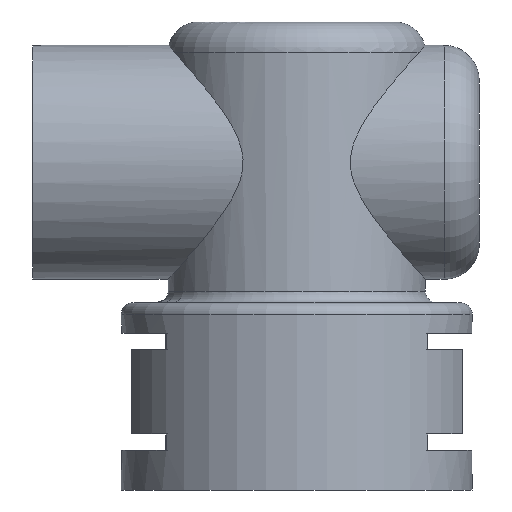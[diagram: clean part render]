
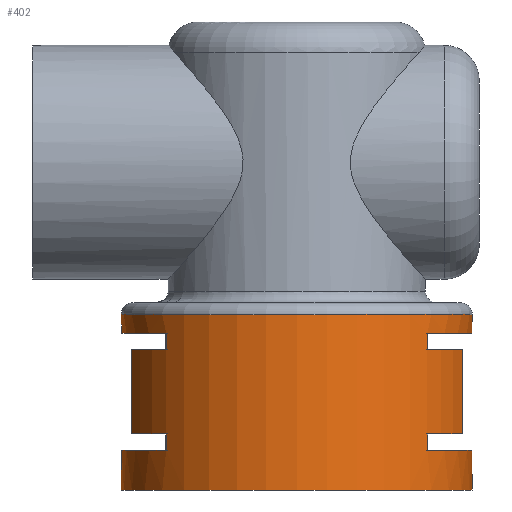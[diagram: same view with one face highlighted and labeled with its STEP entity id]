
A CAD part, left-side view. The second image highlights one B-rep face of the part: STEP entity #402.
In plain terms, the highlighted cylindrical face has radius 75 mm (diameter 150 mm), a full revolution.
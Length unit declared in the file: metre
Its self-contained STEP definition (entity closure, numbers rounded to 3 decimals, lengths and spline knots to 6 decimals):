
#46=LINE('',#629,#70);
#47=LINE('',#633,#71);
#48=LINE('',#637,#72);
#49=LINE('',#641,#73);
#50=LINE('',#645,#74);
#51=LINE('',#649,#75);
#52=LINE('',#653,#76);
#53=LINE('',#657,#77);
#54=LINE('',#661,#78);
#55=LINE('',#665,#79);
#56=LINE('',#669,#80);
#57=LINE('',#673,#81);
#70=VECTOR('',#500,1.);
#71=VECTOR('',#503,1.);
#72=VECTOR('',#506,1.);
#73=VECTOR('',#509,1.);
#74=VECTOR('',#512,1.);
#75=VECTOR('',#515,1.);
#76=VECTOR('',#518,1.);
#77=VECTOR('',#521,1.);
#78=VECTOR('',#524,1.);
#79=VECTOR('',#527,1.);
#80=VECTOR('',#530,1.);
#81=VECTOR('',#533,1.);
#94=ORIENTED_EDGE('',*,*,#200,.F.);
#95=ORIENTED_EDGE('',*,*,#201,.F.);
#96=ORIENTED_EDGE('',*,*,#202,.T.);
#97=ORIENTED_EDGE('',*,*,#203,.T.);
#98=ORIENTED_EDGE('',*,*,#204,.F.);
#99=ORIENTED_EDGE('',*,*,#205,.T.);
#100=ORIENTED_EDGE('',*,*,#206,.F.);
#101=ORIENTED_EDGE('',*,*,#207,.F.);
#102=ORIENTED_EDGE('',*,*,#208,.F.);
#103=ORIENTED_EDGE('',*,*,#209,.T.);
#104=ORIENTED_EDGE('',*,*,#210,.F.);
#105=ORIENTED_EDGE('',*,*,#211,.F.);
#106=ORIENTED_EDGE('',*,*,#212,.F.);
#107=ORIENTED_EDGE('',*,*,#213,.F.);
#108=ORIENTED_EDGE('',*,*,#214,.F.);
#109=ORIENTED_EDGE('',*,*,#215,.T.);
#110=ORIENTED_EDGE('',*,*,#216,.F.);
#111=ORIENTED_EDGE('',*,*,#217,.F.);
#112=ORIENTED_EDGE('',*,*,#218,.F.);
#113=ORIENTED_EDGE('',*,*,#219,.T.);
#114=ORIENTED_EDGE('',*,*,#220,.F.);
#115=ORIENTED_EDGE('',*,*,#221,.T.);
#116=ORIENTED_EDGE('',*,*,#222,.T.);
#117=ORIENTED_EDGE('',*,*,#223,.F.);
#118=ORIENTED_EDGE('',*,*,#224,.T.);
#119=ORIENTED_EDGE('',*,*,#225,.T.);
#200=EDGE_CURVE('',#253,#254,#292,.F.);
#201=EDGE_CURVE('',#255,#253,#46,.F.);
#202=EDGE_CURVE('',#255,#256,#293,.F.);
#203=EDGE_CURVE('',#256,#257,#47,.F.);
#204=EDGE_CURVE('',#258,#257,#294,.F.);
#205=EDGE_CURVE('',#258,#259,#48,.F.);
#206=EDGE_CURVE('',#260,#259,#295,.F.);
#207=EDGE_CURVE('',#261,#260,#49,.T.);
#208=EDGE_CURVE('',#262,#261,#296,.F.);
#209=EDGE_CURVE('',#262,#263,#50,.T.);
#210=EDGE_CURVE('',#264,#263,#297,.F.);
#211=EDGE_CURVE('',#254,#264,#51,.F.);
#212=EDGE_CURVE('',#265,#266,#298,.F.);
#213=EDGE_CURVE('',#267,#265,#52,.T.);
#214=EDGE_CURVE('',#268,#267,#299,.F.);
#215=EDGE_CURVE('',#268,#269,#53,.F.);
#216=EDGE_CURVE('',#270,#269,#300,.F.);
#217=EDGE_CURVE('',#271,#270,#54,.F.);
#218=EDGE_CURVE('',#272,#271,#301,.F.);
#219=EDGE_CURVE('',#272,#273,#55,.T.);
#220=EDGE_CURVE('',#274,#273,#302,.F.);
#221=EDGE_CURVE('',#274,#275,#56,.T.);
#222=EDGE_CURVE('',#275,#276,#303,.F.);
#223=EDGE_CURVE('',#266,#276,#57,.T.);
#224=EDGE_CURVE('',#277,#277,#304,.F.);
#225=EDGE_CURVE('',#278,#278,#305,.T.);
#253=VERTEX_POINT('',#627);
#254=VERTEX_POINT('',#628);
#255=VERTEX_POINT('',#630);
#256=VERTEX_POINT('',#632);
#257=VERTEX_POINT('',#634);
#258=VERTEX_POINT('',#636);
#259=VERTEX_POINT('',#638);
#260=VERTEX_POINT('',#640);
#261=VERTEX_POINT('',#642);
#262=VERTEX_POINT('',#644);
#263=VERTEX_POINT('',#646);
#264=VERTEX_POINT('',#648);
#265=VERTEX_POINT('',#651);
#266=VERTEX_POINT('',#652);
#267=VERTEX_POINT('',#654);
#268=VERTEX_POINT('',#656);
#269=VERTEX_POINT('',#658);
#270=VERTEX_POINT('',#660);
#271=VERTEX_POINT('',#662);
#272=VERTEX_POINT('',#664);
#273=VERTEX_POINT('',#666);
#274=VERTEX_POINT('',#668);
#275=VERTEX_POINT('',#670);
#276=VERTEX_POINT('',#672);
#277=VERTEX_POINT('',#675);
#278=VERTEX_POINT('',#677);
#292=CIRCLE('',#443,0.075);
#293=CIRCLE('',#444,0.075);
#294=CIRCLE('',#445,0.075);
#295=CIRCLE('',#446,0.075);
#296=CIRCLE('',#447,0.075);
#297=CIRCLE('',#448,0.075);
#298=CIRCLE('',#449,0.075);
#299=CIRCLE('',#450,0.075);
#300=CIRCLE('',#451,0.075);
#301=CIRCLE('',#452,0.075);
#302=CIRCLE('',#453,0.075);
#303=CIRCLE('',#454,0.075);
#304=CIRCLE('',#455,0.075);
#305=CIRCLE('',#456,0.075);
#317=EDGE_LOOP('',(#94,#95,#96,#97,#98,#99,#100,#101,#102,#103,#104,#105));
#318=EDGE_LOOP('',(#106,#107,#108,#109,#110,#111,#112,#113,#114,#115,#116,
#117));
#319=EDGE_LOOP('',(#118));
#320=EDGE_LOOP('',(#119));
#357=FACE_BOUND('',#317,.T.);
#358=FACE_BOUND('',#318,.T.);
#359=FACE_BOUND('',#319,.T.);
#360=FACE_BOUND('',#320,.T.);
#397=CYLINDRICAL_SURFACE('',#442,0.075);
#402=ADVANCED_FACE('',(#357,#358,#359,#360),#397,.T.);
#442=AXIS2_PLACEMENT_3D('',#625,#496,#497);
#443=AXIS2_PLACEMENT_3D('',#626,#498,#499);
#444=AXIS2_PLACEMENT_3D('',#631,#501,#502);
#445=AXIS2_PLACEMENT_3D('',#635,#504,#505);
#446=AXIS2_PLACEMENT_3D('',#639,#507,#508);
#447=AXIS2_PLACEMENT_3D('',#643,#510,#511);
#448=AXIS2_PLACEMENT_3D('',#647,#513,#514);
#449=AXIS2_PLACEMENT_3D('',#650,#516,#517);
#450=AXIS2_PLACEMENT_3D('',#655,#519,#520);
#451=AXIS2_PLACEMENT_3D('',#659,#522,#523);
#452=AXIS2_PLACEMENT_3D('',#663,#525,#526);
#453=AXIS2_PLACEMENT_3D('',#667,#528,#529);
#454=AXIS2_PLACEMENT_3D('',#671,#531,#532);
#455=AXIS2_PLACEMENT_3D('',#674,#534,#535);
#456=AXIS2_PLACEMENT_3D('',#676,#536,#537);
#496=DIRECTION('',(0.,0.,1.));
#497=DIRECTION('',(1.,0.,0.));
#498=DIRECTION('',(0.,0.,-1.));
#499=DIRECTION('',(-1.,0.,0.));
#500=DIRECTION('',(0.,0.,1.));
#501=DIRECTION('',(0.,0.,-1.));
#502=DIRECTION('',(-1.,0.,0.));
#503=DIRECTION('',(0.,0.,1.));
#504=DIRECTION('',(0.,0.,-1.));
#505=DIRECTION('',(-1.,0.,0.));
#506=DIRECTION('',(0.,0.,1.));
#507=DIRECTION('',(0.,0.,1.));
#508=DIRECTION('',(1.,0.,0.));
#509=DIRECTION('',(0.,0.,1.));
#510=DIRECTION('',(0.,0.,-1.));
#511=DIRECTION('',(-1.,0.,0.));
#512=DIRECTION('',(0.,0.,1.));
#513=DIRECTION('',(0.,0.,1.));
#514=DIRECTION('',(1.,0.,0.));
#515=DIRECTION('',(0.,0.,1.));
#516=DIRECTION('',(0.,0.,-1.));
#517=DIRECTION('',(-1.,0.,0.));
#518=DIRECTION('',(0.,0.,1.));
#519=DIRECTION('',(0.,0.,1.));
#520=DIRECTION('',(1.,0.,0.));
#521=DIRECTION('',(0.,0.,1.));
#522=DIRECTION('',(0.,0.,-1.));
#523=DIRECTION('',(-1.,0.,0.));
#524=DIRECTION('',(0.,0.,1.));
#525=DIRECTION('',(0.,0.,1.));
#526=DIRECTION('',(1.,0.,0.));
#527=DIRECTION('',(0.,0.,1.));
#528=DIRECTION('',(0.,0.,-1.));
#529=DIRECTION('',(-1.,0.,0.));
#530=DIRECTION('',(0.,0.,1.));
#531=DIRECTION('',(0.,0.,-1.));
#532=DIRECTION('',(-1.,0.,0.));
#533=DIRECTION('',(0.,0.,1.));
#534=DIRECTION('',(0.,0.,1.));
#535=DIRECTION('',(1.,0.,0.));
#536=DIRECTION('',(0.,0.,1.));
#537=DIRECTION('',(1.,0.,0.));
#625=CARTESIAN_POINT('',(0.,0.,-0.04));
#626=CARTESIAN_POINT('',(0.,0.,0.019938));
#627=CARTESIAN_POINT('',(-0.050104,-0.055808,0.019938));
#628=CARTESIAN_POINT('',(-0.025104,-0.070674,0.019938));
#629=CARTESIAN_POINT('',(-0.050104,-0.055808,-0.04));
#630=CARTESIAN_POINT('',(-0.050104,-0.055808,0.026938));
#631=CARTESIAN_POINT('',(0.,0.,0.026938));
#632=CARTESIAN_POINT('',(0.049896,-0.055995,0.026938));
#633=CARTESIAN_POINT('',(0.049896,-0.055995,-0.04));
#634=CARTESIAN_POINT('',(0.049896,-0.055995,0.019938));
#635=CARTESIAN_POINT('',(0.,0.,0.019938));
#636=CARTESIAN_POINT('',(0.024896,-0.070747,0.019938));
#637=CARTESIAN_POINT('',(0.024896,-0.070747,-0.04));
#638=CARTESIAN_POINT('',(0.024896,-0.070747,-0.016063));
#639=CARTESIAN_POINT('',(0.,0.,-0.016063));
#640=CARTESIAN_POINT('',(0.049896,-0.055995,-0.016063));
#641=CARTESIAN_POINT('',(0.049896,-0.055995,-0.04));
#642=CARTESIAN_POINT('',(0.049896,-0.055995,-0.023063));
#643=CARTESIAN_POINT('',(0.,0.,-0.023063));
#644=CARTESIAN_POINT('',(-0.050104,-0.055808,-0.023063));
#645=CARTESIAN_POINT('',(-0.050104,-0.055808,-0.04));
#646=CARTESIAN_POINT('',(-0.050104,-0.055808,-0.016063));
#647=CARTESIAN_POINT('',(0.,0.,-0.016063));
#648=CARTESIAN_POINT('',(-0.025104,-0.070674,-0.016063));
#649=CARTESIAN_POINT('',(-0.025104,-0.070674,-0.04));
#650=CARTESIAN_POINT('',(0.,0.,0.019938));
#651=CARTESIAN_POINT('',(-0.025104,0.070674,0.019938));
#652=CARTESIAN_POINT('',(-0.050104,0.055808,0.019938));
#653=CARTESIAN_POINT('',(-0.025104,0.070674,-0.04));
#654=CARTESIAN_POINT('',(-0.025104,0.070674,-0.016063));
#655=CARTESIAN_POINT('',(0.,0.,-0.016063));
#656=CARTESIAN_POINT('',(-0.050104,0.055808,-0.016063));
#657=CARTESIAN_POINT('',(-0.050104,0.055808,-0.04));
#658=CARTESIAN_POINT('',(-0.050104,0.055808,-0.023063));
#659=CARTESIAN_POINT('',(0.,0.,-0.023063));
#660=CARTESIAN_POINT('',(0.049896,0.055995,-0.023063));
#661=CARTESIAN_POINT('',(0.049896,0.055995,-0.04));
#662=CARTESIAN_POINT('',(0.049896,0.055995,-0.016063));
#663=CARTESIAN_POINT('',(0.,0.,-0.016063));
#664=CARTESIAN_POINT('',(0.024896,0.070747,-0.016063));
#665=CARTESIAN_POINT('',(0.024896,0.070747,-0.04));
#666=CARTESIAN_POINT('',(0.024896,0.070747,0.019938));
#667=CARTESIAN_POINT('',(0.,0.,0.019938));
#668=CARTESIAN_POINT('',(0.049896,0.055995,0.019938));
#669=CARTESIAN_POINT('',(0.049896,0.055995,-0.04));
#670=CARTESIAN_POINT('',(0.049896,0.055995,0.026938));
#671=CARTESIAN_POINT('',(0.,0.,0.026938));
#672=CARTESIAN_POINT('',(-0.050104,0.055808,0.026938));
#673=CARTESIAN_POINT('',(-0.050104,0.055808,-0.04));
#674=CARTESIAN_POINT('',(0.,0.,0.035));
#675=CARTESIAN_POINT('',(0.075,0.,0.035));
#676=CARTESIAN_POINT('',(0.,0.,-0.04));
#677=CARTESIAN_POINT('',(0.075,0.,-0.04));
